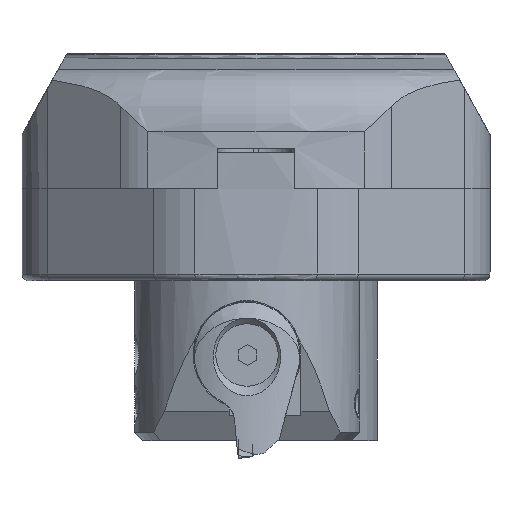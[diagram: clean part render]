
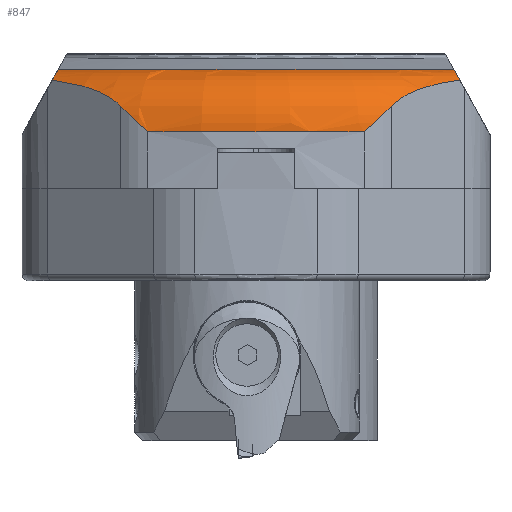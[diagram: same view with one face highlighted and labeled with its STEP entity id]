
A CAD part, left-side view. The second image highlights one B-rep face of the part: STEP entity #847.
In plain terms, the highlighted toroidal (fillet/blend) face has major radius 76 mm and minor radius 14 mm.
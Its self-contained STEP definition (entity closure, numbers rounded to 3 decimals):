
#305=TOROIDAL_SURFACE('',#8523,76.,14.);
#400=B_SPLINE_CURVE_WITH_KNOTS('',3,(#11742,#11743,#11744,#11745),
 .UNSPECIFIED.,.F.,.F.,(4,4),(0.,1.),.UNSPECIFIED.);
#401=B_SPLINE_CURVE_WITH_KNOTS('',3,(#11761,#11762,#11763,#11764),
 .UNSPECIFIED.,.F.,.F.,(4,4),(0.,1.),.UNSPECIFIED.);
#402=B_SPLINE_CURVE_WITH_KNOTS('',3,(#11766,#11767,#11768,#11769,#11770,
#11771,#11772,#11773),.UNSPECIFIED.,.F.,.F.,(4,2,2,4),(0.,0.5,
0.75,1.),.UNSPECIFIED.);
#403=B_SPLINE_CURVE_WITH_KNOTS('',3,(#11775,#11776,#11777,#11778),
 .UNSPECIFIED.,.F.,.F.,(4,4),(0.,1.),.UNSPECIFIED.);
#404=B_SPLINE_CURVE_WITH_KNOTS('',3,(#11779,#11780,#11781,#11782,#11783,
#11784),.UNSPECIFIED.,.F.,.F.,(4,2,4),(0.,0.5,1.),.UNSPECIFIED.);
#405=B_SPLINE_CURVE_WITH_KNOTS('',3,(#11786,#11787,#11788,#11789),
 .UNSPECIFIED.,.F.,.F.,(4,4),(0.,1.),.UNSPECIFIED.);
#457=FACE_OUTER_BOUND('',#3293,.T.);
#847=ADVANCED_FACE('',(#457),#305,.T.);
#3293=EDGE_LOOP('',(#3844,#3845,#3846,#3847,#3848,#3849,#3850,#3851));
#3844=ORIENTED_EDGE('',*,*,#6913,.F.);
#3845=ORIENTED_EDGE('',*,*,#6914,.T.);
#3846=ORIENTED_EDGE('',*,*,#6915,.T.);
#3847=ORIENTED_EDGE('',*,*,#6916,.T.);
#3848=ORIENTED_EDGE('',*,*,#6908,.F.);
#3849=ORIENTED_EDGE('',*,*,#6906,.T.);
#3850=ORIENTED_EDGE('',*,*,#6917,.T.);
#3851=ORIENTED_EDGE('',*,*,#6918,.T.);
#6128=VERTEX_POINT('',#11741);
#6129=VERTEX_POINT('',#11746);
#6130=VERTEX_POINT('',#11750);
#6133=VERTEX_POINT('',#11759);
#6134=VERTEX_POINT('',#11760);
#6135=VERTEX_POINT('',#11765);
#6136=VERTEX_POINT('',#11774);
#6137=VERTEX_POINT('',#11785);
#6906=EDGE_CURVE('',#6129,#6128,#400,.T.);
#6908=EDGE_CURVE('',#6129,#6130,#8033,.T.);
#6913=EDGE_CURVE('',#6133,#6134,#8035,.T.);
#6914=EDGE_CURVE('',#6133,#6135,#401,.T.);
#6915=EDGE_CURVE('',#6135,#6136,#402,.T.);
#6916=EDGE_CURVE('',#6136,#6130,#403,.T.);
#6917=EDGE_CURVE('',#6128,#6137,#404,.T.);
#6918=EDGE_CURVE('',#6137,#6134,#405,.T.);
#8033=CIRCLE('',#8519,90.);
#8035=CIRCLE('',#8522,77.948);
#8519=AXIS2_PLACEMENT_3D('',#11749,#9362,#9363);
#8522=AXIS2_PLACEMENT_3D('',#11758,#9371,#9372);
#8523=AXIS2_PLACEMENT_3D('',#11790,#9373,#9374);
#9362=DIRECTION('',(0.,0.,-1.));
#9363=DIRECTION('',(-1.,0.,0.));
#9371=DIRECTION('',(0.,0.,1.));
#9372=DIRECTION('',(1.,0.,0.));
#9373=DIRECTION('',(0.,0.,1.));
#9374=DIRECTION('',(-1.,0.,0.));
#11741=CARTESIAN_POINT('',(-83.568,-30.05,-11.731));
#11742=CARTESIAN_POINT('',(-86.73,-24.039,-17.386));
#11743=CARTESIAN_POINT('',(-86.13,-26.204,-15.48));
#11744=CARTESIAN_POINT('',(-85.081,-28.247,-13.573));
#11745=CARTESIAN_POINT('',(-83.568,-30.05,-11.731));
#11746=CARTESIAN_POINT('',(-86.73,-24.039,-17.386));
#11749=CARTESIAN_POINT('',(0.,0.,-17.386));
#11750=CARTESIAN_POINT('',(-86.73,24.039,-17.386));
#11758=CARTESIAN_POINT('',(0.,0.,-3.522));
#11759=CARTESIAN_POINT('',(-64.372,43.957,-3.522));
#11760=CARTESIAN_POINT('',(-64.372,-43.957,-3.522));
#11761=CARTESIAN_POINT('',(-64.372,43.957,-3.522));
#11762=CARTESIAN_POINT('',(-66.718,44.115,-3.807));
#11763=CARTESIAN_POINT('',(-68.976,44.539,-4.57));
#11764=CARTESIAN_POINT('',(-70.782,45.288,-5.918));
#11765=CARTESIAN_POINT('',(-70.782,45.288,-5.918));
#11766=CARTESIAN_POINT('',(-70.782,45.288,-5.918));
#11767=CARTESIAN_POINT('',(-73.014,42.628,-6.231));
#11768=CARTESIAN_POINT('',(-75.248,39.965,-6.714));
#11769=CARTESIAN_POINT('',(-78.522,36.063,-7.987));
#11770=CARTESIAN_POINT('',(-79.604,34.774,-8.506));
#11771=CARTESIAN_POINT('',(-81.676,32.305,-9.838));
#11772=CARTESIAN_POINT('',(-82.677,31.112,-10.646));
#11773=CARTESIAN_POINT('',(-83.568,30.05,-11.731));
#11774=CARTESIAN_POINT('',(-83.568,30.05,-11.731));
#11775=CARTESIAN_POINT('',(-83.568,30.05,-11.731));
#11776=CARTESIAN_POINT('',(-85.081,28.247,-13.573));
#11777=CARTESIAN_POINT('',(-86.13,26.204,-15.48));
#11778=CARTESIAN_POINT('',(-86.73,24.039,-17.386));
#11779=CARTESIAN_POINT('',(-83.568,-30.05,-11.731));
#11780=CARTESIAN_POINT('',(-81.777,-32.184,-9.55));
#11781=CARTESIAN_POINT('',(-79.574,-34.81,-8.391));
#11782=CARTESIAN_POINT('',(-75.225,-39.994,-6.709));
#11783=CARTESIAN_POINT('',(-73.012,-42.63,-6.231));
#11784=CARTESIAN_POINT('',(-70.782,-45.288,-5.918));
#11785=CARTESIAN_POINT('',(-70.782,-45.288,-5.918));
#11786=CARTESIAN_POINT('',(-70.782,-45.288,-5.918));
#11787=CARTESIAN_POINT('',(-68.973,-44.538,-4.568));
#11788=CARTESIAN_POINT('',(-66.721,-44.115,-3.808));
#11789=CARTESIAN_POINT('',(-64.372,-43.957,-3.522));
#11790=CARTESIAN_POINT('',(0.,0.,-17.386));
